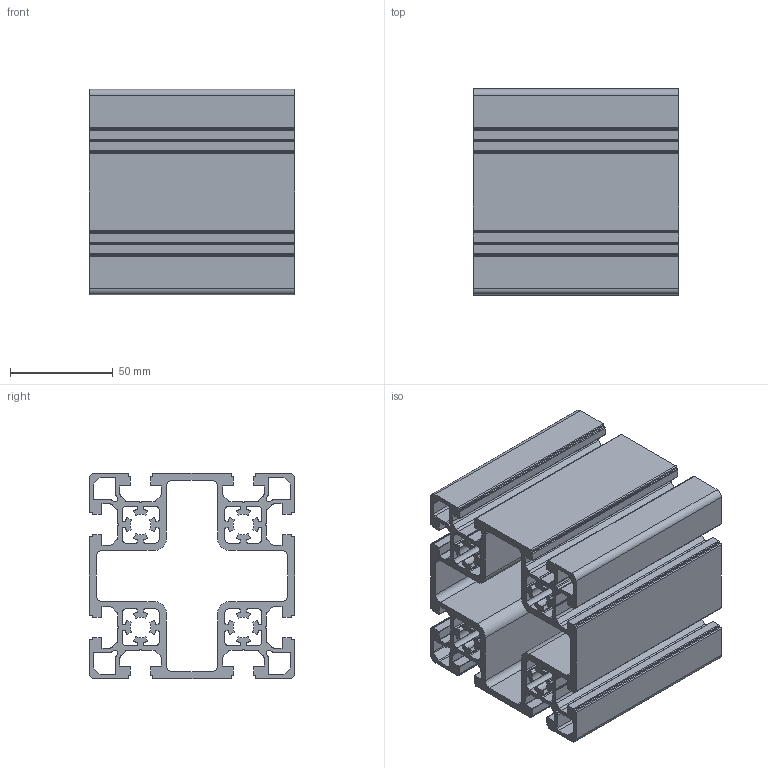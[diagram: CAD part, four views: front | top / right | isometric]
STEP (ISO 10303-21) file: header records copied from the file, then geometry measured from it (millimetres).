
FILE_DESCRIPTION (( 'STEP AP214' ), '1' );
FILE_NAME ('084.109.003.STEP', '2020-07-23T08:19:16', ( '' ), ( '' ), 'SwSTEP 2.0', 'SolidWorks 2018', '' );
FILE_SCHEMA (( 'AUTOMOTIVE_DESIGN' ));
Length unit declared in the file: millimetre
Products named in the file (1): 084.109.003
Bounding box: 100 x 100 x 100 mm (x, y, z)
Volume: 283227.5 mm3; surface area: 180363.8 mm2
Topology: 1 solids, 1 shells, 682 faces, 2040 edges, 1360 vertices
Faces by surface type: cylinder 400, plane 282
Entity records: 23334 total; most frequent: DIRECTION 4206, CARTESIAN_POINT 4083, ORIENTED_EDGE 4080, EDGE_CURVE 2040, AXIS2_PLACEMENT_3D 1483, VERTEX_POINT 1360, VECTOR 1240, LINE 1240
